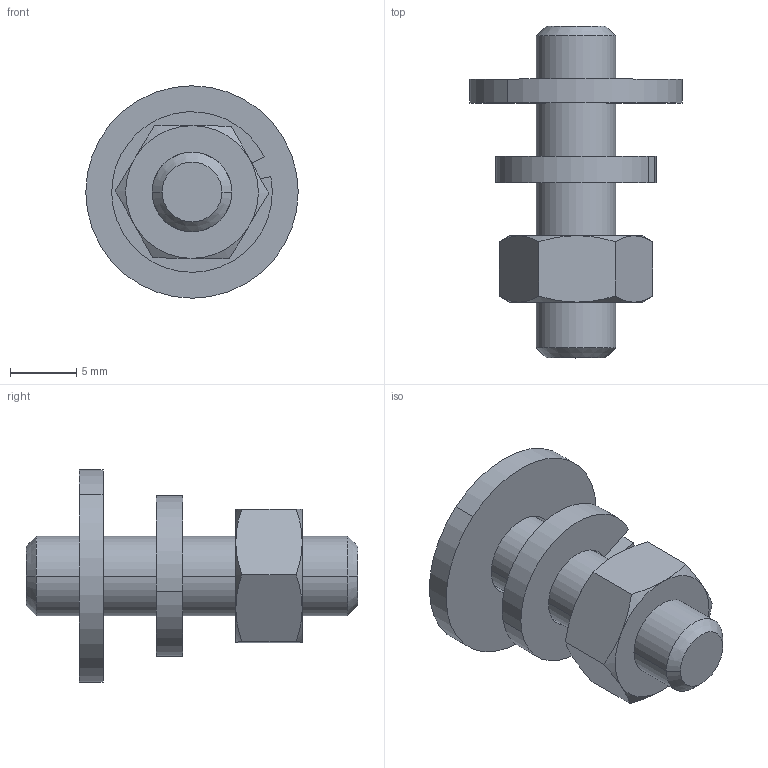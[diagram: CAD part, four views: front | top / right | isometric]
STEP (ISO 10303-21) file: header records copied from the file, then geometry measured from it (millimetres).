
FILE_DESCRIPTION(('STEP AP203'),'1');
FILE_NAME('isobolt25m6.stp','2024-07-15T08:11:10',('TraceParts'),('TraceParts S.A.'),'Spatial InterOp 3D',' ',' ');
FILE_SCHEMA(('CONFIG_CONTROL_DESIGN'));
Length unit declared in the file: millimetre
Products named in the file (1): 1
Bounding box: 16 x 25 x 16 mm (x, y, z)
Volume: 1478.5 mm3; surface area: 1684.8 mm2
Topology: 4 solids, 4 shells, 71 faces, 168 edges, 105 vertices
Faces by surface type: cylinder 30, cone 22, plane 17, bspline 2
Entity records: 2761 total; most frequent: CARTESIAN_POINT 1210, ORIENTED_EDGE 336, DIRECTION 291, EDGE_CURVE 168, AXIS2_PLACEMENT_3D 120, VERTEX_POINT 105, EDGE_LOOP 75, ADVANCED_FACE 71
